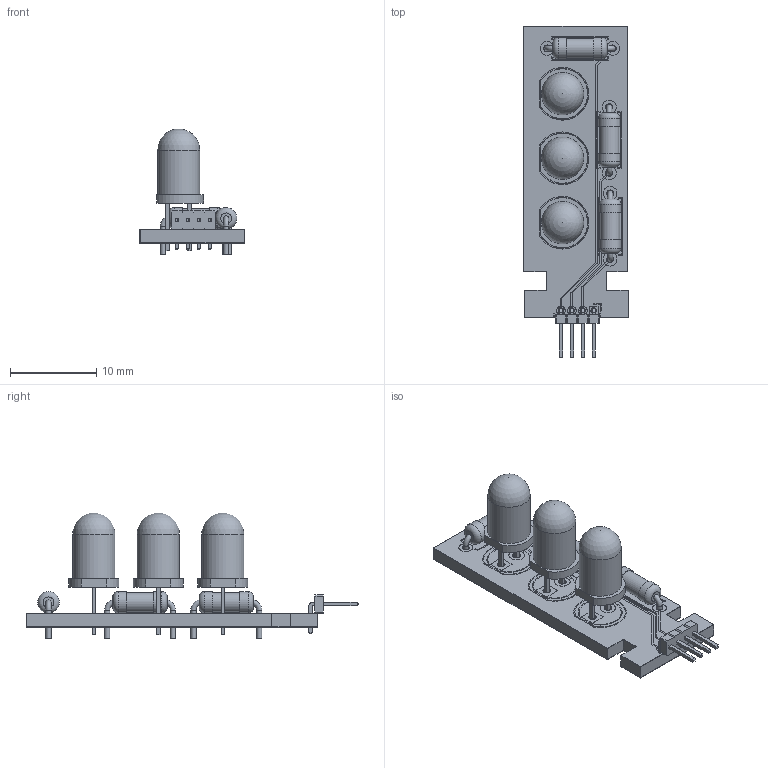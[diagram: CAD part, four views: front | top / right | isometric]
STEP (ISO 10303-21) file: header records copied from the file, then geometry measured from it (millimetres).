
FILE_DESCRIPTION(('KiCad electronic assembly'),'2;1');
FILE_NAME('Traffic-Light-Mod-PCB.step','2026-01-08T00:00:04',('Pcbnew'), ('Kicad'),'Open CASCADE STEP processor 7.9','KiCad to STEP converter', 'Unknown');
FILE_SCHEMA(('AUTOMOTIVE_DESIGN { 1 0 10303 214 1 1 1 1 }'));
Length unit declared in the file: millimetre
Products named in the file (10): Traffic-Light-Mod-PCB 1; LED_D5.0mm_Clear; R_Axial_DIN0207_L6.3mm_D2.5mm_P7.62mm_Horizontal; PinHeader_1x04_P1.27mm_Horizontal; Traffic-Light-Mod_copper; Traffic-Light-Mod_pad; Traffic-Light-Mod_silkscreen; Traffic-Light-Mod_soldermask; Traffic-Light-Mod_PCB
Assembly tree (13 placements, depth 2):
  Traffic-Light-Mod-PCB 1
    LED_D5.0mm_Clear  x3
    R_Axial_DIN0207_L6.3mm_D2.5mm_P7.62mm_Horizontal  x3
    PinHeader_1x04_P1.27mm_Horizontal
    Traffic-Light-Mod_copper
    Traffic-Light-Mod_pad
    Traffic-Light-Mod_silkscreen
    Traffic-Light-Mod_soldermask
    Traffic-Light-Mod_soldermask
    Traffic-Light-Mod_PCB
Bounding box: 12.1 x 38.47 x 14.6 mm (x, y, z)
Volume: 1158.1 mm3; surface area: 2867.4 mm2
Topology: 65 solids, 82 shells, 585 faces, 1401 edges, 989 vertices
Faces by surface type: plane 433, cylinder 137, torus 12, sphere 3
Full cylindrical faces by diameter (mm): 0.6 x18, 0.65 x8, 0.75 x18, 0.8 x12, 0.85 x18, 0.9 x12, 1 x6, 1.6 x12, 1.8 x6, 2.25 x3, 2.5 x6, 4.9 x3
Entity records: 17746 total; most frequent: CARTESIAN_POINT 3068, DIRECTION 2677, ORIENTED_EDGE 2356, EDGE_CURVE 1284, LINE 961, VECTOR 961, VERTEX_POINT 915, AXIS2_PLACEMENT_3D 858
